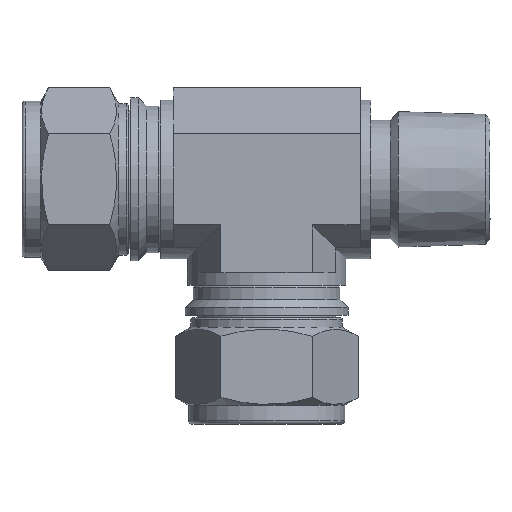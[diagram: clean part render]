
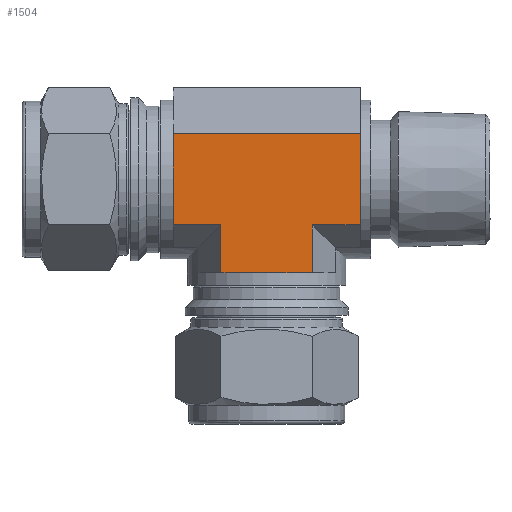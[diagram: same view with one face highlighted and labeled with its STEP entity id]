
A CAD part, top view. The second image highlights one B-rep face of the part: STEP entity #1504.
In plain terms, the highlighted planar face has unit normal (0, 0, 1).
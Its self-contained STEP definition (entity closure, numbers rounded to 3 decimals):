
#228=FACE_OUTER_BOUND('',#336,.T.);
#336=EDGE_LOOP('',(#1228,#1229,#1230,#1231,#1232,#1233,#1234,#1235,#1236,
#1237,#1238));
#419=LINE('',#2536,#525);
#425=LINE('',#2553,#531);
#427=LINE('',#2559,#533);
#434=LINE('',#2576,#540);
#436=LINE('',#2580,#542);
#437=LINE('',#2582,#543);
#438=LINE('',#2584,#544);
#439=LINE('',#2586,#545);
#440=LINE('',#2588,#546);
#441=LINE('',#2590,#547);
#442=LINE('',#2591,#548);
#525=VECTOR('',#2025,10.);
#531=VECTOR('',#2041,10.);
#533=VECTOR('',#2047,10.);
#540=VECTOR('',#2062,10.);
#542=VECTOR('',#2066,10.);
#543=VECTOR('',#2067,10.);
#544=VECTOR('',#2068,10.);
#545=VECTOR('',#2069,10.);
#546=VECTOR('',#2070,10.);
#547=VECTOR('',#2071,10.);
#548=VECTOR('',#2072,10.);
#686=VERTEX_POINT('',#2530);
#688=VERTEX_POINT('',#2534);
#694=VERTEX_POINT('',#2551);
#696=VERTEX_POINT('',#2557);
#701=VERTEX_POINT('',#2573);
#703=VERTEX_POINT('',#2579);
#704=VERTEX_POINT('',#2581);
#705=VERTEX_POINT('',#2583);
#706=VERTEX_POINT('',#2585);
#707=VERTEX_POINT('',#2587);
#708=VERTEX_POINT('',#2589);
#867=EDGE_CURVE('',#688,#686,#419,.T.);
#875=EDGE_CURVE('',#688,#694,#425,.T.);
#878=EDGE_CURVE('',#694,#696,#427,.T.);
#886=EDGE_CURVE('',#696,#701,#434,.T.);
#888=EDGE_CURVE('',#701,#703,#436,.T.);
#889=EDGE_CURVE('',#704,#703,#437,.T.);
#890=EDGE_CURVE('',#705,#704,#438,.T.);
#891=EDGE_CURVE('',#706,#705,#439,.T.);
#892=EDGE_CURVE('',#706,#707,#440,.T.);
#893=EDGE_CURVE('',#707,#708,#441,.T.);
#894=EDGE_CURVE('',#708,#686,#442,.T.);
#1228=ORIENTED_EDGE('',*,*,#888,.T.);
#1229=ORIENTED_EDGE('',*,*,#889,.F.);
#1230=ORIENTED_EDGE('',*,*,#890,.F.);
#1231=ORIENTED_EDGE('',*,*,#891,.F.);
#1232=ORIENTED_EDGE('',*,*,#892,.T.);
#1233=ORIENTED_EDGE('',*,*,#893,.T.);
#1234=ORIENTED_EDGE('',*,*,#894,.T.);
#1235=ORIENTED_EDGE('',*,*,#867,.F.);
#1236=ORIENTED_EDGE('',*,*,#875,.T.);
#1237=ORIENTED_EDGE('',*,*,#878,.T.);
#1238=ORIENTED_EDGE('',*,*,#886,.T.);
#1415=PLANE('',#1684);
#1504=ADVANCED_FACE('',(#228),#1415,.T.);
#1684=AXIS2_PLACEMENT_3D('',#2578,#2064,#2065);
#2025=DIRECTION('',(0.,1.,0.));
#2041=DIRECTION('',(1.,0.,0.));
#2047=DIRECTION('',(1.,0.,0.));
#2062=DIRECTION('',(0.,1.,0.));
#2064=DIRECTION('center_axis',(0.,0.,
1.));
#2065=DIRECTION('ref_axis',(0.,-1.,0.));
#2066=DIRECTION('',(1.,0.,0.));
#2067=DIRECTION('',(0.,-1.,0.));
#2068=DIRECTION('',(0.,-1.,0.));
#2069=DIRECTION('',(1.,0.,0.));
#2070=DIRECTION('',(0.,-1.,0.));
#2071=DIRECTION('',(0.,-1.,0.));
#2072=DIRECTION('',(1.,0.,0.));
#2530=CARTESIAN_POINT('',(-7.332,-7.332,12.7));
#2534=CARTESIAN_POINT('',(-7.332,-15.,12.7));
#2536=CARTESIAN_POINT('',(-7.332,-15.,12.7));
#2551=CARTESIAN_POINT('',(0.,-15.,12.7));
#2553=CARTESIAN_POINT('',(-7.332,-15.,12.7));
#2557=CARTESIAN_POINT('',(7.332,-15.,12.7));
#2559=CARTESIAN_POINT('',(-7.332,-15.,12.7));
#2573=CARTESIAN_POINT('',(7.332,-7.332,12.7));
#2576=CARTESIAN_POINT('',(7.332,-15.,12.7));
#2578=CARTESIAN_POINT('Origin',(-15.,7.332,12.7));
#2579=CARTESIAN_POINT('',(15.,-7.332,12.7));
#2580=CARTESIAN_POINT('',(-15.,-7.332,12.7));
#2581=CARTESIAN_POINT('',(15.,0.,12.7));
#2582=CARTESIAN_POINT('',(15.,4.157,12.7));
#2583=CARTESIAN_POINT('',(15.,7.332,12.7));
#2584=CARTESIAN_POINT('',(15.,4.157,12.7));
#2585=CARTESIAN_POINT('',(-15.,7.332,12.7));
#2586=CARTESIAN_POINT('',(-15.,7.332,12.7));
#2587=CARTESIAN_POINT('',(-15.,0.,12.7));
#2588=CARTESIAN_POINT('',(-15.,7.332,12.7));
#2589=CARTESIAN_POINT('',(-15.,-7.332,12.7));
#2590=CARTESIAN_POINT('',(-15.,7.332,12.7));
#2591=CARTESIAN_POINT('',(-15.,-7.332,12.7));
